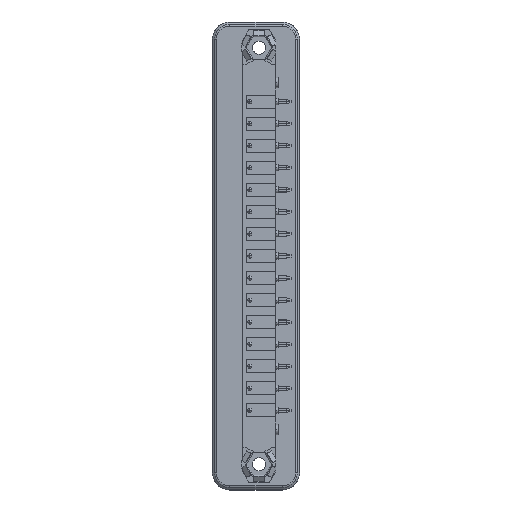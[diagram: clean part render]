
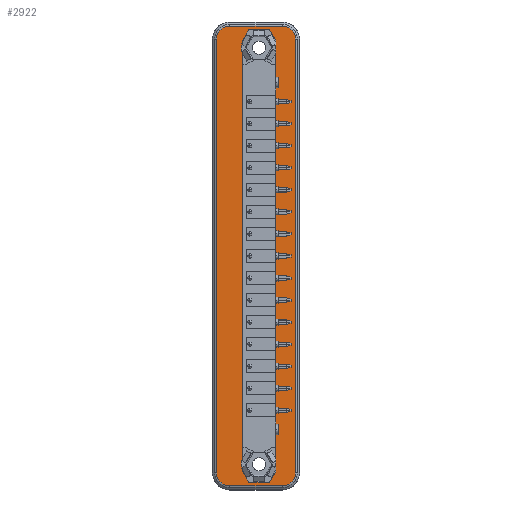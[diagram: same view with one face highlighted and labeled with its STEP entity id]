
A CAD part, left-side view. The second image highlights one B-rep face of the part: STEP entity #2922.
In plain terms, the highlighted planar face has unit normal (-1, 0, 0).
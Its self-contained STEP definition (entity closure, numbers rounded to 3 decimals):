
#2922=ADVANCED_FACE('',(#6640,#6641),#6642,.T.);
#6640=FACE_OUTER_BOUND('',#11131,.T.);
#6641=FACE_BOUND('',#11132,.T.);
#6642=PLANE('',#11133);
#11131=EDGE_LOOP('',(#19518,#19519,#19520,#19521,#19522,#19523,#19524,#19525));
#11132=EDGE_LOOP('',(#19526,#19527,#19528,#19529,#19530,#19531,#19532,#19533,#19534,#19535,#19536,#19537));
#11133=AXIS2_PLACEMENT_3D('',#19538,#19539,#19540);
#19518=ORIENTED_EDGE('',*,*,#28731,.F.);
#19519=ORIENTED_EDGE('',*,*,#28572,.F.);
#19520=ORIENTED_EDGE('',*,*,#28440,.F.);
#19521=ORIENTED_EDGE('',*,*,#28842,.F.);
#19522=ORIENTED_EDGE('',*,*,#28843,.T.);
#19523=ORIENTED_EDGE('',*,*,#26832,.T.);
#19524=ORIENTED_EDGE('',*,*,#26994,.T.);
#19525=ORIENTED_EDGE('',*,*,#28670,.T.);
#19526=ORIENTED_EDGE('',*,*,#27322,.T.);
#19527=ORIENTED_EDGE('',*,*,#26032,.F.);
#19528=ORIENTED_EDGE('',*,*,#27803,.F.);
#19529=ORIENTED_EDGE('',*,*,#28844,.F.);
#19530=ORIENTED_EDGE('',*,*,#28750,.F.);
#19531=ORIENTED_EDGE('',*,*,#28324,.T.);
#19532=ORIENTED_EDGE('',*,*,#28845,.T.);
#19533=ORIENTED_EDGE('',*,*,#28846,.F.);
#19534=ORIENTED_EDGE('',*,*,#26958,.F.);
#19535=ORIENTED_EDGE('',*,*,#28847,.F.);
#19536=ORIENTED_EDGE('',*,*,#28848,.F.);
#19537=ORIENTED_EDGE('',*,*,#28849,.F.);
#19538=CARTESIAN_POINT('',(-1.158,13.348,-80.95));
#19539=DIRECTION('',(-1.0,0.0,0.0));
#19540=DIRECTION('',(0.0,0.0,1.0));
#26032=EDGE_CURVE('',#31001,#30997,#31003,.T.);
#26832=EDGE_CURVE('',#32376,#32373,#32377,.T.);
#26958=EDGE_CURVE('',#32579,#32580,#32581,.T.);
#26994=EDGE_CURVE('',#32373,#32637,#32638,.T.);
#27322=EDGE_CURVE('',#33158,#30997,#33159,.T.);
#27803=EDGE_CURVE('',#33877,#31001,#33879,.T.);
#28324=EDGE_CURVE('',#34594,#34599,#34601,.T.);
#28440=EDGE_CURVE('',#34752,#34755,#34756,.T.);
#28572=EDGE_CURVE('',#34755,#34928,#34930,.T.);
#28670=EDGE_CURVE('',#32637,#35048,#35049,.T.);
#28731=EDGE_CURVE('',#34928,#35048,#35126,.T.);
#28750=EDGE_CURVE('',#34594,#35148,#35150,.T.);
#28842=EDGE_CURVE('',#35271,#34752,#35272,.T.);
#28843=EDGE_CURVE('',#35271,#32376,#35273,.T.);
#28844=EDGE_CURVE('',#35148,#33877,#35274,.T.);
#28845=EDGE_CURVE('',#34599,#35275,#35276,.T.);
#28846=EDGE_CURVE('',#32580,#35275,#35277,.T.);
#28847=EDGE_CURVE('',#35278,#32579,#35279,.T.);
#28848=EDGE_CURVE('',#35280,#35278,#35281,.T.);
#28849=EDGE_CURVE('',#33158,#35280,#35282,.T.);
#30997=VERTEX_POINT('',#37858);
#31001=VERTEX_POINT('',#37864);
#31003=LINE('',#37867,#37868);
#32373=VERTEX_POINT('',#39784);
#32376=VERTEX_POINT('',#39788);
#32377=CIRCLE('',#39789,3.0);
#32579=VERTEX_POINT('',#40070);
#32580=VERTEX_POINT('',#40071);
#32581=LINE('',#40072,#40073);
#32637=VERTEX_POINT('',#40148);
#32638=LINE('',#40149,#40150);
#33158=VERTEX_POINT('',#40874);
#33159=LINE('',#40875,#40876);
#33877=VERTEX_POINT('',#41910);
#33879=LINE('',#41913,#41914);
#34594=VERTEX_POINT('',#42941);
#34599=VERTEX_POINT('',#42947);
#34601=CIRCLE('',#42950,4.1);
#34752=VERTEX_POINT('',#43172);
#34755=VERTEX_POINT('',#43176);
#34756=LINE('',#43177,#43178);
#34928=VERTEX_POINT('',#43412);
#34930=CIRCLE('',#43415,3.0);
#35048=VERTEX_POINT('',#43608);
#35049=CIRCLE('',#43609,3.0);
#35126=LINE('',#43719,#43720);
#35148=VERTEX_POINT('',#43752);
#35150=LINE('',#43755,#43756);
#35271=VERTEX_POINT('',#43922);
#35272=CIRCLE('',#43923,3.0);
#35273=LINE('',#43924,#43925);
#35274=LINE('',#43926,#43927);
#35275=VERTEX_POINT('',#43928);
#35276=LINE('',#43929,#43930);
#35277=CIRCLE('',#43931,4.1);
#35278=VERTEX_POINT('',#43932);
#35279=LINE('',#43933,#43934);
#35280=VERTEX_POINT('',#43935);
#35281=LINE('',#43936,#43937);
#35282=LINE('',#43938,#43939);
#37858=CARTESIAN_POINT('',(-1.158,5.378,-98.492));
#37864=CARTESIAN_POINT('',(-1.158,6.863,-101.065));
#37867=CARTESIAN_POINT('',(-1.158,-5.625,-79.435));
#37868=VECTOR('',#46814,1.0);
#39784=CARTESIAN_POINT('',(-1.158,16.048,-101.935));
#39788=CARTESIAN_POINT('',(-1.158,19.048,-98.935));
#39789=AXIS2_PLACEMENT_3D('',#47824,#47825,#47826);
#40070=CARTESIAN_POINT('',(-1.158,13.048,0.703));
#40071=CARTESIAN_POINT('',(-1.158,13.048,0.564));
#40072=CARTESIAN_POINT('',(-1.158,13.048,-13.395));
#40073=VECTOR('',#47957,1.0);
#40148=CARTESIAN_POINT('',(-1.158,3.848,-101.935));
#40149=CARTESIAN_POINT('',(-1.158,-32.395,-101.935));
#40150=VECTOR('',#48001,1.0);
#40874=CARTESIAN_POINT('',(-1.158,5.378,0.582));
#40875=CARTESIAN_POINT('',(-1.158,5.378,-74.355));
#40876=VECTOR('',#48353,1.0);
#41910=CARTESIAN_POINT('',(-1.158,11.632,-101.065));
#41913=CARTESIAN_POINT('',(-1.158,-32.395,-101.065));
#41914=VECTOR('',#48923,1.0);
#42941=CARTESIAN_POINT('',(-1.158,13.048,-98.474));
#42947=CARTESIAN_POINT('',(-1.158,13.048,-95.396));
#42950=AXIS2_PLACEMENT_3D('',#49514,#49515,#49516);
#43172=CARTESIAN_POINT('',(-1.158,16.048,4.025));
#43176=CARTESIAN_POINT('',(-1.158,3.848,4.025));
#43177=CARTESIAN_POINT('',(-1.158,-32.395,4.025));
#43178=VECTOR('',#49634,1.0);
#43412=CARTESIAN_POINT('',(-1.158,0.848,1.025));
#43415=AXIS2_PLACEMENT_3D('',#49779,#49780,#49781);
#43608=CARTESIAN_POINT('',(-1.158,0.848,-98.935));
#43609=AXIS2_PLACEMENT_3D('',#49866,#49867,#49868);
#43719=CARTESIAN_POINT('',(-1.158,0.848,-75.87));
#43720=VECTOR('',#49932,1.0);
#43752=CARTESIAN_POINT('',(-1.158,13.048,-98.613));
#43755=CARTESIAN_POINT('',(-1.158,13.048,-79.435));
#43756=VECTOR('',#49950,1.0);
#43922=CARTESIAN_POINT('',(-1.158,19.048,1.025));
#43923=AXIS2_PLACEMENT_3D('',#50041,#50042,#50043);
#43924=CARTESIAN_POINT('',(-1.158,19.048,-67.76));
#43925=VECTOR('',#50044,1.0);
#43926=CARTESIAN_POINT('',(-1.158,24.12,-79.435));
#43927=VECTOR('',#50045,1.0);
#43928=CARTESIAN_POINT('',(-1.158,13.048,-2.514));
#43929=CARTESIAN_POINT('',(-1.158,13.048,-69.275));
#43930=VECTOR('',#50046,1.0);
#43931=AXIS2_PLACEMENT_3D('',#50047,#50048,#50049);
#43932=CARTESIAN_POINT('',(-1.158,11.632,3.155));
#43933=CARTESIAN_POINT('',(-1.158,21.187,-13.395));
#43934=VECTOR('',#50050,1.0);
#43935=CARTESIAN_POINT('',(-1.158,6.863,3.155));
#43936=CARTESIAN_POINT('',(-1.158,-32.395,3.155));
#43937=VECTOR('',#50051,1.0);
#43938=CARTESIAN_POINT('',(-1.158,-2.692,-13.395));
#43939=VECTOR('',#50052,1.0);
#46814=DIRECTION('',(0.0,-0.5,0.866));
#47824=CARTESIAN_POINT('',(-1.158,16.048,-98.935));
#47825=DIRECTION('',(-1.0,0.0,0.0));
#47826=DIRECTION('',(0.0,-1.0,0.0));
#47957=DIRECTION('',(0.0,0.,-1.0));
#48001=DIRECTION('',(0.0,-1.0,0.0));
#48353=DIRECTION('',(0.0,0.0,-1.0));
#48923=DIRECTION('',(0.0,-1.0,0.));
#49514=CARTESIAN_POINT('',(-1.158,9.248,-96.935));
#49515=DIRECTION('',(1.0,0.0,0.0));
#49516=DIRECTION('',(0.0,0.,-1.0));
#49634=DIRECTION('',(0.0,-1.0,0.0));
#49779=CARTESIAN_POINT('',(-1.158,3.848,1.025));
#49780=DIRECTION('',(1.0,0.0,0.0));
#49781=DIRECTION('',(0.0,-1.0,0.0));
#49866=CARTESIAN_POINT('',(-1.158,3.848,-98.935));
#49867=DIRECTION('',(-1.0,0.0,0.0));
#49868=DIRECTION('',(0.0,-1.0,0.0));
#49932=DIRECTION('',(0.0,0.0,-1.0));
#49950=DIRECTION('',(0.0,0.,-1.0));
#50041=CARTESIAN_POINT('',(-1.158,16.048,1.025));
#50042=DIRECTION('',(1.0,0.0,0.0));
#50043=DIRECTION('',(0.0,-1.0,0.0));
#50044=DIRECTION('',(0.0,0.0,-1.0));
#50045=DIRECTION('',(0.0,-0.5,-0.866));
#50046=DIRECTION('',(0.0,0.0,1.0));
#50047=CARTESIAN_POINT('',(-1.158,9.248,-0.975));
#50048=DIRECTION('',(-1.0,0.0,0.0));
#50049=DIRECTION('',(0.0,0.,1.0));
#50050=DIRECTION('',(0.0,0.5,-0.866));
#50051=DIRECTION('',(0.0,1.0,0.));
#50052=DIRECTION('',(0.0,0.5,0.866));
